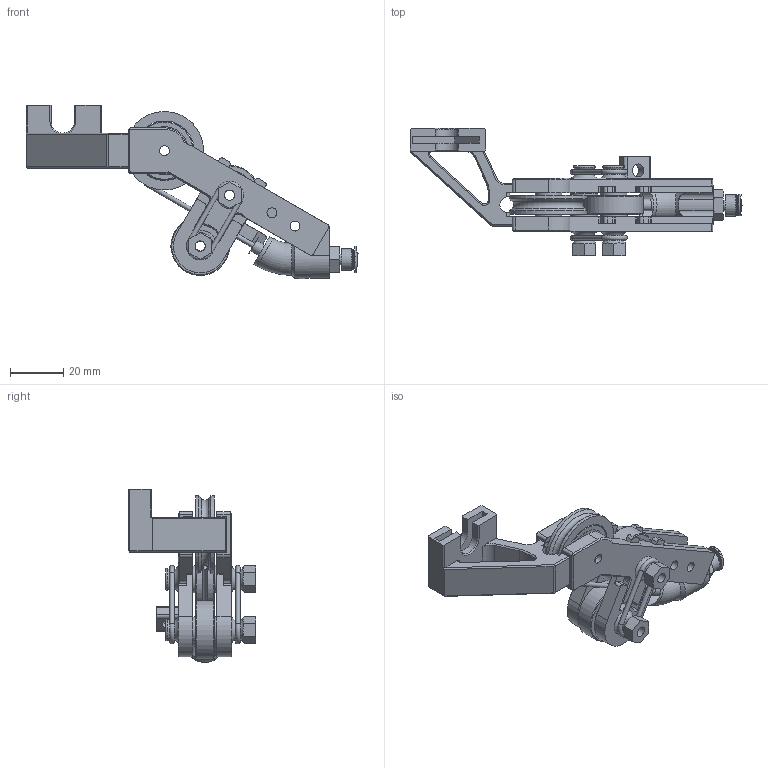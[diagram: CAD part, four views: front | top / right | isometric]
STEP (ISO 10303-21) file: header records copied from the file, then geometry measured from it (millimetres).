
FILE_DESCRIPTION(/* description */ (''),/* implementation_level */ '2;1');
FILE_NAME(/* name */ 'assembley.step',/* time_stamp */ '2021-07-11T18:38:51-04:00',/* author */ (''),/* organization */ (''),/* preprocessor_version */ 'ST-DEVELOPER v18.1',/* originating_system */ 'Autodesk Translation Framework v10.9.0.1377',/* authorisation */ '');
FILE_SCHEMA (('AUTOMOTIVE_DESIGN { 1 0 10303 214 3 1 1 }'));
Length unit declared in the file: millimetre
Products named in the file (3): runout-sensor-3; assembley; cosmetic
Assembly tree (2 placements, depth 2):
  runout-sensor-3
    assembley
    cosmetic
Bounding box: 124.38 x 47.6 x 64.82 mm (x, y, z)
Volume: 37375.7 mm3; surface area: 36015.5 mm2
Topology: 26 solids, 29 shells, 531 faces, 1342 edges, 891 vertices
Faces by surface type: plane 246, cylinder 183, cone 64, torus 27, bspline 11
Full cylindrical faces by diameter (mm): 1.75 x5, 2 x1, 3.7 x12, 3.9 x2, 4 x1, 4.2 x5, 4.4 x1, 4.5 x9, 4.9 x1, 5.4 x1, 7.636 x1, 7.7 x7, 8 x5, 10 x9, 10.147 x7, 12 x13, 18 x12, 22 x3, 22.3 x1
Entity records: 19023 total; most frequent: CARTESIAN_POINT 5802, DIRECTION 2694, ORIENTED_EDGE 2684, EDGE_CURVE 1342, AXIS2_PLACEMENT_3D 1013, VERTEX_POINT 891, LINE 668, VECTOR 668
